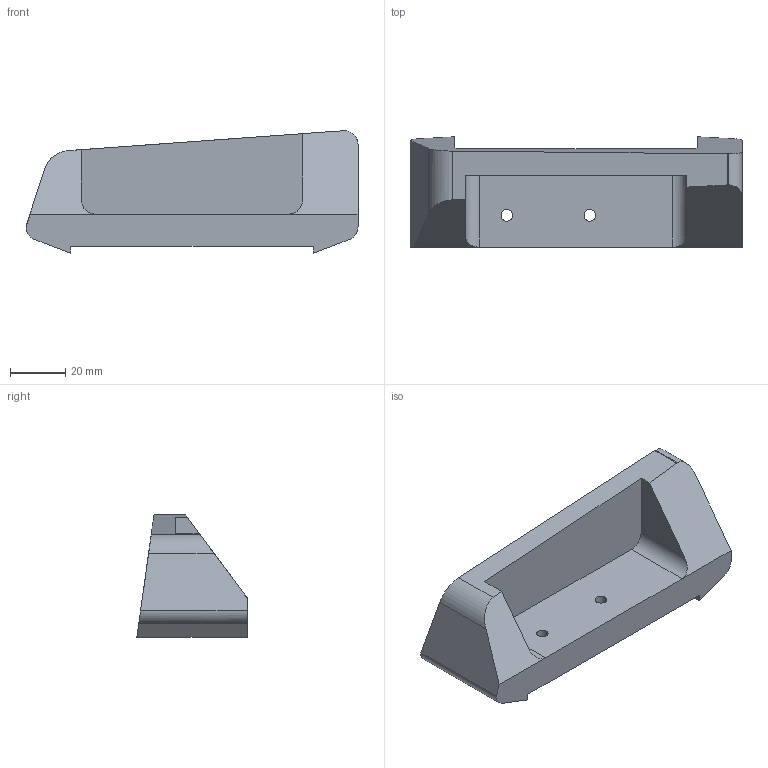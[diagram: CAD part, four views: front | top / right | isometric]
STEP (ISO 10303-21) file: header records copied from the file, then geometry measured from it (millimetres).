
FILE_DESCRIPTION (( 'STEP AP214' ), '1' );
FILE_NAME ('Base.STEP', '2025-06-19T16:29:17', ( 'ARUP Laboratories' ), ( 'ARUP Laboratories' ), 'SwSTEP 2.0', 'SolidWorks 2024', '' );
FILE_SCHEMA (( 'AUTOMOTIVE_DESIGN' ));
Length unit declared in the file: millimetre
Products named in the file (1): Base
Bounding box: 120 x 39.89 x 44.32 mm (x, y, z)
Volume: 91897.5 mm3; surface area: 20128.1 mm2
Topology: 1 solids, 1 shells, 39 faces, 105 edges, 66 vertices
Faces by surface type: plane 18, cylinder 17, cone 4
Entity records: 1216 total; most frequent: CARTESIAN_POINT 243, ORIENTED_EDGE 202, DIRECTION 191, EDGE_CURVE 101, LINE 67, VECTOR 67, VERTEX_POINT 66, AXIS2_PLACEMENT_3D 62
